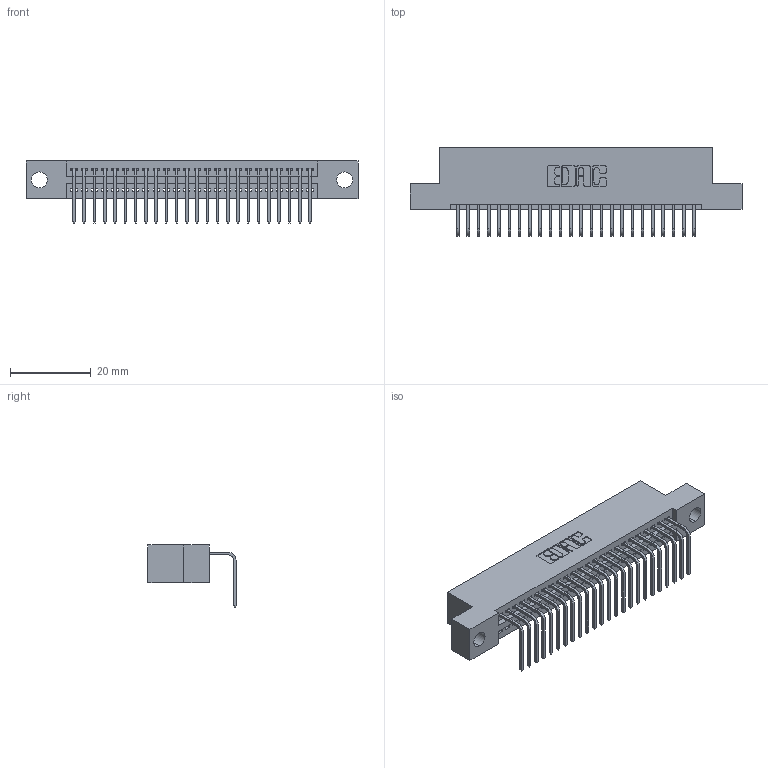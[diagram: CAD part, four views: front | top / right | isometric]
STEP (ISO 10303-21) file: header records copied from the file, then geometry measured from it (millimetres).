
FILE_DESCRIPTION (( 'STEP AP203' ), '1' );
FILE_NAME ('345-024-558-104.STEP', '2021-06-09T16:15:16', ( '' ), ( '' ), 'SwSTEP 2.0', 'SolidWorks 2020', '' );
FILE_SCHEMA (( 'CONFIG_CONTROL_DESIGN' ));
Length unit declared in the file: inch
Products named in the file (3): 345-292-001_558 Tail - 2; 345-024-558-104; 345 Part_Flush Mounting Lugs - 0.156 Dia-TI
Assembly tree (25 placements, depth 2):
  345-024-558-104
    345 Part_Flush Mounting Lugs - 0.156 Dia-TI
    345-292-001_558 Tail - 2  x24
Bounding box: 82.17 x 21.83 x 15.37 mm (x, y, z)
Volume: 7631.1 mm3; surface area: 10208.7 mm2
Topology: 25 solids, 25 shells, 1580 faces, 4745 edges, 3130 vertices
Faces by surface type: plane 1102, cylinder 478
Entity records: 20989 total; most frequent: CARTESIAN_POINT 3646, ORIENTED_EDGE 3602, DIRECTION 3209, EDGE_CURVE 1801, LINE 1573, VECTOR 1573, VERTEX_POINT 1198, AXIS2_PLACEMENT_3D 818
